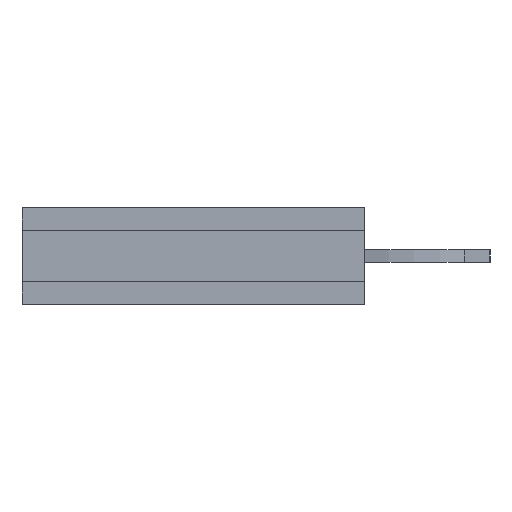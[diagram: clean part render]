
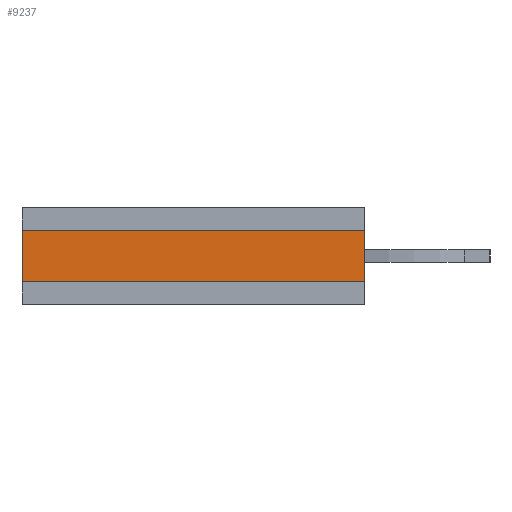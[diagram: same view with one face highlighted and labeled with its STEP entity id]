
A CAD part, left-side view. The second image highlights one B-rep face of the part: STEP entity #9237.
In plain terms, the highlighted planar face has unit normal (-1, 0, 0).
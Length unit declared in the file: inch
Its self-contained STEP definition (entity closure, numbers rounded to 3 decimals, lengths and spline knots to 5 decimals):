
#2687=ORIENTED_EDGE('',*,*,#3964,.T.);
#2688=ORIENTED_EDGE('',*,*,#3990,.F.);
#2689=ORIENTED_EDGE('',*,*,#3955,.F.);
#2690=ORIENTED_EDGE('',*,*,#3989,.T.);
#3955=EDGE_CURVE('',#4849,#4850,#6067,.T.);
#3964=EDGE_CURVE('',#4853,#4854,#6076,.T.);
#3989=EDGE_CURVE('',#4849,#4853,#6101,.T.);
#3990=EDGE_CURVE('',#4850,#4854,#6102,.T.);
#4849=VERTEX_POINT('',#14567);
#4850=VERTEX_POINT('',#14569);
#4853=VERTEX_POINT('',#14582);
#4854=VERTEX_POINT('',#14584);
#6067=LINE('',#14568,#7315);
#6076=LINE('',#14585,#7324);
#6101=LINE('',#14647,#7349);
#6102=LINE('',#14649,#7350);
#7315=VECTOR('',#11911,39.37008);
#7324=VECTOR('',#11926,39.37008);
#7349=VECTOR('',#12025,39.37008);
#7350=VECTOR('',#12028,39.37008);
#7849=EDGE_LOOP('',(#2687,#2688,#2689,#2690));
#8349=FACE_BOUND('',#7849,.T.);
#8781=PLANE('',#9768);
#9237=ADVANCED_FACE('',(#8349),#8781,.F.);
#9768=AXIS2_PLACEMENT_3D('',#14648,#12026,#12027);
#11911=DIRECTION('',(0.,0.,-1.));
#11926=DIRECTION('',(0.,0.,-1.));
#12025=DIRECTION('',(0.,1.,0.));
#12026=DIRECTION('',(1.,0.,0.));
#12027=DIRECTION('',(0.,0.,-1.));
#12028=DIRECTION('',(0.,1.,0.));
#14567=CARTESIAN_POINT('',(-0.606,-0.335,0.025));
#14568=CARTESIAN_POINT('',(-0.606,-0.335,0.025));
#14569=CARTESIAN_POINT('',(-0.606,-0.335,-0.025));
#14582=CARTESIAN_POINT('',(-0.606,0.,0.025));
#14584=CARTESIAN_POINT('',(-0.606,0.,-0.025));
#14585=CARTESIAN_POINT('',(-0.606,0.,0.025));
#14647=CARTESIAN_POINT('',(-0.606,-0.335,0.025));
#14648=CARTESIAN_POINT('',(-0.606,-0.335,0.025));
#14649=CARTESIAN_POINT('',(-0.606,-0.335,-0.025));
